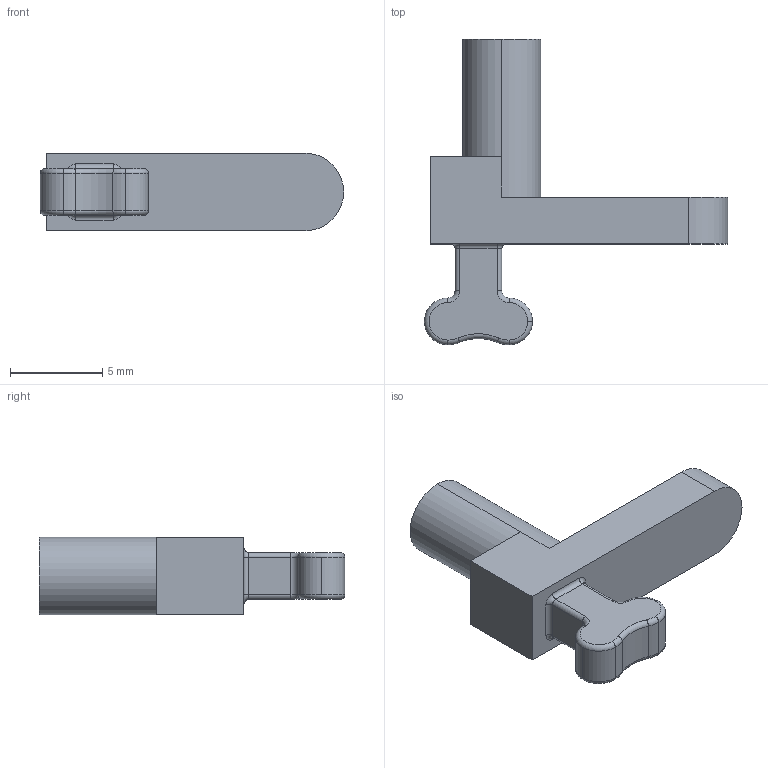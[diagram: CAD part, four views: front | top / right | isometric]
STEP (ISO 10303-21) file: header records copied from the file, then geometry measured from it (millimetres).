
FILE_DESCRIPTION (( 'STEP AP203' ), '1' );
FILE_NAME ('G0008_release_slide.step', '2019-10-07T21:29:24', ( '' ), ( '' ), 'SwSTEP 2.0', 'SolidWorks 2017', '' );
FILE_SCHEMA (( 'CONFIG_CONTROL_DESIGN' ));
Length unit declared in the file: inch
Products named in the file (1): G0008_release_slide
Bounding box: 16.48 x 16.6 x 4.22 mm (x, y, z)
Volume: 333.2 mm3; surface area: 472.3 mm2
Topology: 1 solids, 1 shells, 53 faces, 121 edges, 72 vertices
Faces by surface type: cylinder 21, torus 20, plane 12
Entity records: 1584 total; most frequent: DIRECTION 307, CARTESIAN_POINT 247, ORIENTED_EDGE 242, AXIS2_PLACEMENT_3D 132, EDGE_CURVE 121, CIRCLE 78, VERTEX_POINT 72, EDGE_LOOP 55
